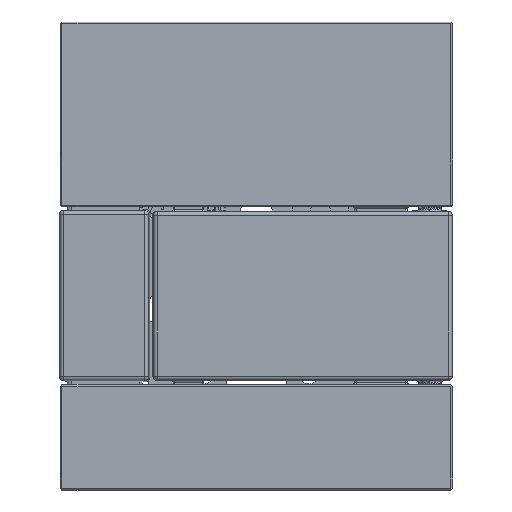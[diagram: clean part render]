
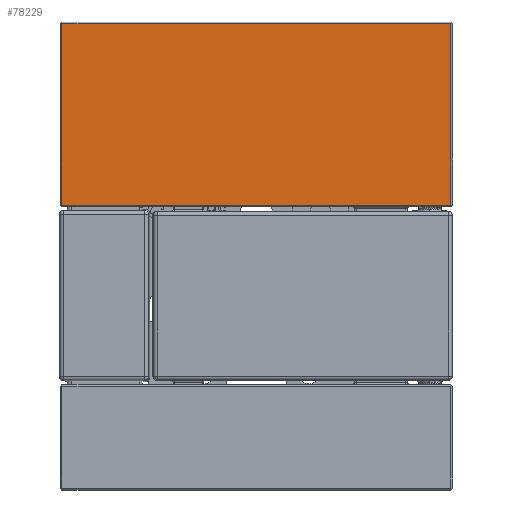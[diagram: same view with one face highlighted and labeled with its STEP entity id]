
A CAD part, top view. The second image highlights one B-rep face of the part: STEP entity #78229.
In plain terms, the highlighted face is planar.
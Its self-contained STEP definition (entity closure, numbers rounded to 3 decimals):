
#77850=DIRECTION('',(0.,0.,1.));
#77851=VECTOR('',#77850,48.);
#77852=CARTESIAN_POINT('',(-51.5,5.,-24.));
#77853=LINE('439',#77852,#77851);
#77857=DIRECTION('',(-1.,0.,0.));
#77858=VECTOR('',#77857,103.);
#77859=CARTESIAN_POINT('',(51.5,5.,-24.));
#77860=LINE('446',#77859,#77858);
#77864=DIRECTION('',(0.,0.,-1.));
#77865=VECTOR('',#77864,48.);
#77866=CARTESIAN_POINT('',(51.5,5.,24.));
#77867=LINE('443',#77866,#77865);
#77871=DIRECTION('',(1.,0.,0.));
#77872=VECTOR('',#77871,103.);
#77873=CARTESIAN_POINT('',(-51.5,5.,24.));
#77874=LINE('459',#77873,#77872);
#77890=CARTESIAN_POINT('',(-51.5,5.,-24.));
#77891=CARTESIAN_POINT('',(-51.5,5.,24.));
#77892=VERTEX_POINT('',#77890);
#77893=VERTEX_POINT('',#77891);
#77904=CARTESIAN_POINT('',(51.5,5.,24.));
#77905=CARTESIAN_POINT('',(51.5,5.,-24.));
#77906=VERTEX_POINT('',#77904);
#77907=VERTEX_POINT('',#77905);
#78218=CARTESIAN_POINT('',(0.,5.,0.));
#78219=DIRECTION('',(0.,1.,0.));
#78220=DIRECTION('',(1.,0.,0.));
#78221=AXIS2_PLACEMENT_3D('',#78218,#78219,#78220);
#78222=PLANE('74',#78221);
#78223=ORIENTED_EDGE('439',*,*,#78196,.F.);
#78224=ORIENTED_EDGE('446',*,*,#78208,.F.);
#78225=ORIENTED_EDGE('443',*,*,#78163,.F.);
#78226=ORIENTED_EDGE('459',*,*,#78180,.F.);
#78227=EDGE_LOOP('74',(#78223,#78224,#78225,#78226));
#78228=FACE_OUTER_BOUND('74',#78227,.F.);
#78229=ADVANCED_FACE('74',(#78228),#78222,.T.);
#78163=EDGE_CURVE('443',#77906,#77907,#77867,.T.);
#78180=EDGE_CURVE('459',#77893,#77906,#77874,.T.);
#78196=EDGE_CURVE('439',#77892,#77893,#77853,.T.);
#78208=EDGE_CURVE('446',#77907,#77892,#77860,.T.);
